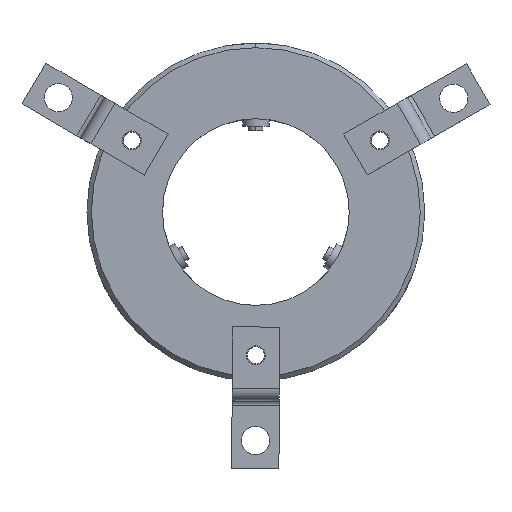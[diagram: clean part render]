
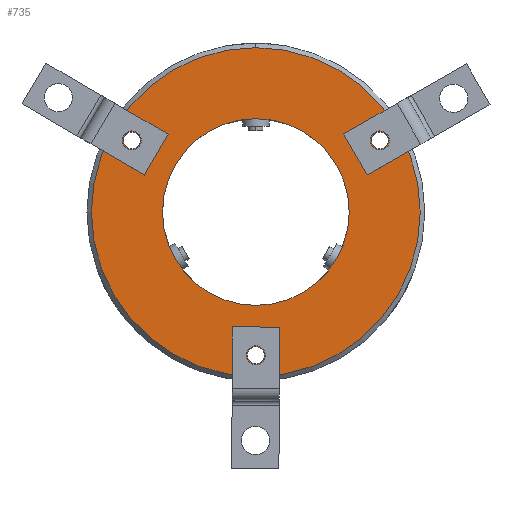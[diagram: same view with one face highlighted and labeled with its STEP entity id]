
A CAD part, top view. The second image highlights one B-rep face of the part: STEP entity #735.
In plain terms, the highlighted face is planar.
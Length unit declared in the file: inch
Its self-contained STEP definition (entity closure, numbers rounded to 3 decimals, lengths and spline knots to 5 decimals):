
#20 = ORIENTED_EDGE ( 'NONE', *, *, #468, .F. ) ;
#37 = AXIS2_PLACEMENT_3D ( 'NONE', #1731, #2098, #1386 ) ;
#58 = CARTESIAN_POINT ( 'NONE',  ( 1., 0., 0. ) ) ;
#69 = AXIS2_PLACEMENT_3D ( 'NONE', #2033, #442, #2067 ) ;
#149 = CARTESIAN_POINT ( 'NONE',  ( 1., -1.0875, 0. ) ) ;
#152 = AXIS2_PLACEMENT_3D ( 'NONE', #4074, #3401, #2414 ) ;
#175 = VERTEX_POINT ( 'NONE', #406 ) ;
#178 = VERTEX_POINT ( 'NONE', #3037 ) ;
#194 = PLANE ( 'NONE',  #2249 ) ;
#200 = CARTESIAN_POINT ( 'NONE',  ( 1., 0.47375, 0.87656 ) ) ;
#244 = DIRECTION ( 'NONE',  ( 1., 0., 0. ) ) ;
#247 = ORIENTED_EDGE ( 'NONE', *, *, #810, .F. ) ;
#278 = CIRCLE ( 'NONE', #1022, 0.056 ) ;
#325 = CARTESIAN_POINT ( 'NONE',  ( 1., 0.47375, 0.82056 ) ) ;
#343 = DIRECTION ( 'NONE',  ( 0., -1., 0. ) ) ;
#358 = EDGE_CURVE ( 'NONE', #175, #2982, #3367, .T. ) ;
#368 = CIRCLE ( 'NONE', #152, 0.056 ) ;
#406 = CARTESIAN_POINT ( 'NONE',  ( 1., 0., 0.6175 ) ) ;
#442 = DIRECTION ( 'NONE',  ( -1., 0., 0. ) ) ;
#458 = DIRECTION ( 'NONE',  ( 0., 0., 1. ) ) ;
#468 = EDGE_CURVE ( 'NONE', #2626, #2643, #3422, .T. ) ;
#478 = ORIENTED_EDGE ( 'NONE', *, *, #1689, .F. ) ;
#481 = DIRECTION ( 'NONE',  ( -1., 0., 0. ) ) ;
#482 = CARTESIAN_POINT ( 'NONE',  ( 1., 0.47375, -0.76456 ) ) ;
#570 = AXIS2_PLACEMENT_3D ( 'NONE', #2969, #1566, #3878 ) ;
#584 = CIRCLE ( 'NONE', #570, 0.6175 ) ;
#735 = ADVANCED_FACE ( 'NONE', ( #3884, #1100, #3838, #1968, #2227 ), #194, .F. ) ;
#810 = EDGE_CURVE ( 'NONE', #2982, #175, #584, .T. ) ;
#860 = CARTESIAN_POINT ( 'NONE',  ( 1., 0.6175, 0. ) ) ;
#1013 = EDGE_CURVE ( 'NONE', #2558, #4004, #3516, .T. ) ;
#1022 = AXIS2_PLACEMENT_3D ( 'NONE', #325, #1788, #4251 ) ;
#1069 = CARTESIAN_POINT ( 'NONE',  ( 1., 0.47375, -0.87656 ) ) ;
#1100 = FACE_BOUND ( 'NONE', #2388, .T. ) ;
#1133 = CARTESIAN_POINT ( 'NONE',  ( 1., 1.0875, 0. ) ) ;
#1158 = VERTEX_POINT ( 'NONE', #4169 ) ;
#1324 = CIRCLE ( 'NONE', #37, 0.056 ) ;
#1386 = DIRECTION ( 'NONE',  ( 0., 0., 1. ) ) ;
#1491 = DIRECTION ( 'NONE',  ( 0., 0., 1. ) ) ;
#1541 = ORIENTED_EDGE ( 'NONE', *, *, #358, .F. ) ;
#1566 = DIRECTION ( 'NONE',  ( 1., 0., 0. ) ) ;
#1575 = DIRECTION ( 'NONE',  ( 0., 0., 1. ) ) ;
#1603 = VERTEX_POINT ( 'NONE', #2268 ) ;
#1689 = EDGE_CURVE ( 'NONE', #2659, #1603, #278, .T. ) ;
#1709 = DIRECTION ( 'NONE',  ( -1., 0., 0. ) ) ;
#1731 = CARTESIAN_POINT ( 'NONE',  ( 1., -0.9475, 0. ) ) ;
#1788 = DIRECTION ( 'NONE',  ( 1., 0., 0. ) ) ;
#1802 = ORIENTED_EDGE ( 'NONE', *, *, #2061, .F. ) ;
#1824 = EDGE_LOOP ( 'NONE', ( #3937, #2815 ) ) ;
#1882 = CARTESIAN_POINT ( 'NONE',  ( 1., 0.47375, -0.82056 ) ) ;
#1954 = CIRCLE ( 'NONE', #2179, 0.056 ) ;
#1968 = FACE_BOUND ( 'NONE', #1824, .T. ) ;
#2033 = CARTESIAN_POINT ( 'NONE',  ( 1., 0., 0. ) ) ;
#2034 = ORIENTED_EDGE ( 'NONE', *, *, #3384, .F. ) ;
#2061 = EDGE_CURVE ( 'NONE', #1603, #2659, #1954, .T. ) ;
#2067 = DIRECTION ( 'NONE',  ( 0., -1., 0. ) ) ;
#2098 = DIRECTION ( 'NONE',  ( 1., 0., 0. ) ) ;
#2135 = CARTESIAN_POINT ( 'NONE',  ( 1., 0.47375, 0.82056 ) ) ;
#2179 = AXIS2_PLACEMENT_3D ( 'NONE', #2135, #2452, #1491 ) ;
#2227 = FACE_OUTER_BOUND ( 'NONE', #2398, .T. ) ;
#2233 = DIRECTION ( 'NONE',  ( 0., 0., 1. ) ) ;
#2249 = AXIS2_PLACEMENT_3D ( 'NONE', #860, #481, #2785 ) ;
#2268 = CARTESIAN_POINT ( 'NONE',  ( 1., 0.47375, 0.76456 ) ) ;
#2388 = EDGE_LOOP ( 'NONE', ( #478, #1802 ) ) ;
#2398 = EDGE_LOOP ( 'NONE', ( #3554, #20 ) ) ;
#2414 = DIRECTION ( 'NONE',  ( 0., 0., 1. ) ) ;
#2444 = CARTESIAN_POINT ( 'NONE',  ( 1., 0.47375, -0.82056 ) ) ;
#2452 = DIRECTION ( 'NONE',  ( 1., 0., 0. ) ) ;
#2476 = CIRCLE ( 'NONE', #3182, 0.056 ) ;
#2486 = CARTESIAN_POINT ( 'NONE',  ( 1., 0., -0.6175 ) ) ;
#2558 = VERTEX_POINT ( 'NONE', #1069 ) ;
#2626 = VERTEX_POINT ( 'NONE', #1133 ) ;
#2643 = VERTEX_POINT ( 'NONE', #149 ) ;
#2659 = VERTEX_POINT ( 'NONE', #200 ) ;
#2716 = DIRECTION ( 'NONE',  ( 1., 0., 0. ) ) ;
#2785 = DIRECTION ( 'NONE',  ( 0., 0., 1. ) ) ;
#2814 = EDGE_LOOP ( 'NONE', ( #2976, #2034 ) ) ;
#2815 = ORIENTED_EDGE ( 'NONE', *, *, #1013, .F. ) ;
#2870 = EDGE_CURVE ( 'NONE', #1158, #178, #1324, .T. ) ;
#2969 = CARTESIAN_POINT ( 'NONE',  ( 1., 0., 0. ) ) ;
#2976 = ORIENTED_EDGE ( 'NONE', *, *, #2870, .F. ) ;
#2982 = VERTEX_POINT ( 'NONE', #2486 ) ;
#3037 = CARTESIAN_POINT ( 'NONE',  ( 1., -0.9475, -0.056 ) ) ;
#3072 = AXIS2_PLACEMENT_3D ( 'NONE', #3549, #3272, #1575 ) ;
#3182 = AXIS2_PLACEMENT_3D ( 'NONE', #1882, #244, #2233 ) ;
#3272 = DIRECTION ( 'NONE',  ( 1., 0., 0. ) ) ;
#3285 = AXIS2_PLACEMENT_3D ( 'NONE', #58, #1709, #343 ) ;
#3367 = CIRCLE ( 'NONE', #3072, 0.6175 ) ;
#3384 = EDGE_CURVE ( 'NONE', #178, #1158, #368, .T. ) ;
#3401 = DIRECTION ( 'NONE',  ( 1., 0., 0. ) ) ;
#3422 = CIRCLE ( 'NONE', #3285, 1.0875 ) ;
#3516 = CIRCLE ( 'NONE', #3879, 0.056 ) ;
#3544 = CIRCLE ( 'NONE', #69, 1.0875 ) ;
#3549 = CARTESIAN_POINT ( 'NONE',  ( 1., 0., 0. ) ) ;
#3554 = ORIENTED_EDGE ( 'NONE', *, *, #3829, .F. ) ;
#3587 = EDGE_LOOP ( 'NONE', ( #1541, #247 ) ) ;
#3618 = EDGE_CURVE ( 'NONE', #4004, #2558, #2476, .T. ) ;
#3829 = EDGE_CURVE ( 'NONE', #2643, #2626, #3544, .T. ) ;
#3838 = FACE_BOUND ( 'NONE', #2814, .T. ) ;
#3878 = DIRECTION ( 'NONE',  ( 0., 0., 1. ) ) ;
#3879 = AXIS2_PLACEMENT_3D ( 'NONE', #2444, #2716, #458 ) ;
#3884 = FACE_BOUND ( 'NONE', #3587, .T. ) ;
#3937 = ORIENTED_EDGE ( 'NONE', *, *, #3618, .F. ) ;
#4004 = VERTEX_POINT ( 'NONE', #482 ) ;
#4074 = CARTESIAN_POINT ( 'NONE',  ( 1., -0.9475, 0. ) ) ;
#4169 = CARTESIAN_POINT ( 'NONE',  ( 1., -0.9475, 0.056 ) ) ;
#4251 = DIRECTION ( 'NONE',  ( 0., 0., 1. ) ) ;
